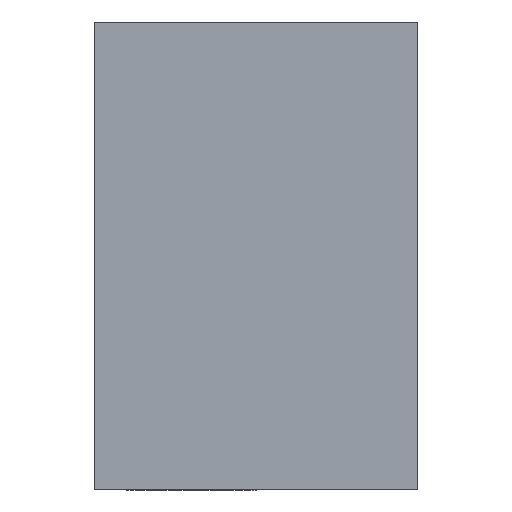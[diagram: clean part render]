
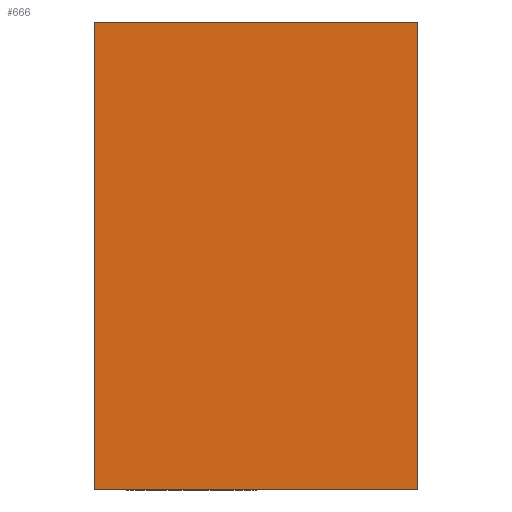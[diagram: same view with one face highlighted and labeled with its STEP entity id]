
A CAD part, front view. The second image highlights one B-rep face of the part: STEP entity #666.
In plain terms, the highlighted planar face has unit normal (0, -1, 0).
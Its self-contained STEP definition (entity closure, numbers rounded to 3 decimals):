
#32=PLANE('',#746);
#70=FACE_OUTER_BOUND('',#111,.T.);
#111=EDGE_LOOP('',(#555,#556,#557,#558));
#158=LINE('',#1055,#222);
#181=LINE('',#1115,#245);
#182=LINE('',#1117,#246);
#183=LINE('',#1118,#247);
#222=VECTOR('',#862,1000.);
#245=VECTOR('',#907,1000.);
#246=VECTOR('',#908,1000.);
#247=VECTOR('',#909,1000.);
#326=VERTEX_POINT('',#1052);
#327=VERTEX_POINT('',#1054);
#353=VERTEX_POINT('',#1114);
#354=VERTEX_POINT('',#1116);
#400=EDGE_CURVE('',#326,#327,#158,.T.);
#431=EDGE_CURVE('',#353,#326,#181,.T.);
#432=EDGE_CURVE('',#354,#353,#182,.T.);
#433=EDGE_CURVE('',#327,#354,#183,.T.);
#555=ORIENTED_EDGE('',*,*,#431,.F.);
#556=ORIENTED_EDGE('',*,*,#432,.F.);
#557=ORIENTED_EDGE('',*,*,#433,.F.);
#558=ORIENTED_EDGE('',*,*,#400,.F.);
#666=ADVANCED_FACE('',(#70),#32,.F.);
#746=AXIS2_PLACEMENT_3D('',#1113,#905,#906);
#862=DIRECTION('',(0.,0.,1.));
#905=DIRECTION('center_axis',(0.,1.,0.));
#906=DIRECTION('ref_axis',(0.,0.,1.));
#907=DIRECTION('',(-1.,0.,0.));
#908=DIRECTION('',(0.,0.,-1.));
#909=DIRECTION('',(1.,0.,0.));
#1052=CARTESIAN_POINT('',(-2.7,-11.5,-6.5));
#1054=CARTESIAN_POINT('',(-2.7,-11.5,6.5));
#1055=CARTESIAN_POINT('',(-2.7,-11.5,0.));
#1113=CARTESIAN_POINT('Origin',(-2.7,-11.5,-6.5));
#1114=CARTESIAN_POINT('',(6.3,-11.5,-6.5));
#1115=CARTESIAN_POINT('',(-2.7,-11.5,-6.5));
#1116=CARTESIAN_POINT('',(6.3,-11.5,6.5));
#1117=CARTESIAN_POINT('',(6.3,-11.5,-6.5));
#1118=CARTESIAN_POINT('',(-2.7,-11.5,6.5));
